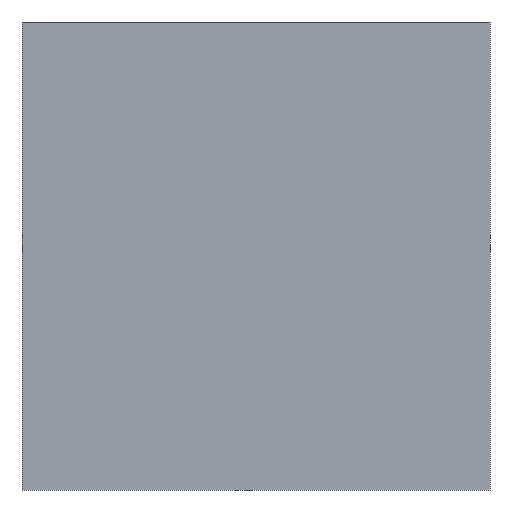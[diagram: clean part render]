
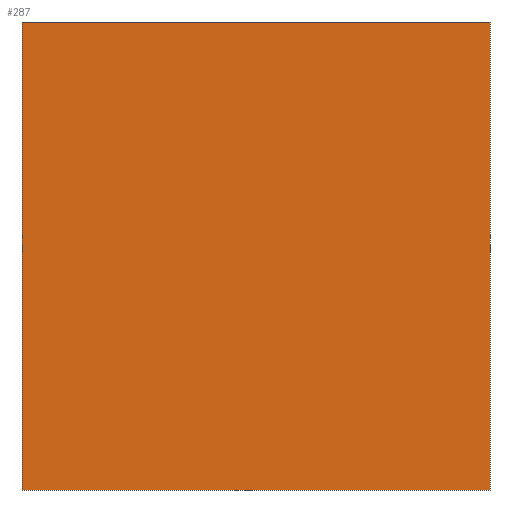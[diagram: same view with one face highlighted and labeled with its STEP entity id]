
A CAD part, front view. The second image highlights one B-rep face of the part: STEP entity #287.
In plain terms, the highlighted planar face has unit normal (0, -1, 0).
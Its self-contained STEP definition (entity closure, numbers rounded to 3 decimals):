
#3 = AXIS2_PLACEMENT_3D ( 'NONE', #197, #191, #198 ) ;
#47 = DIRECTION ( 'NONE',  ( 0., 0., -1. ) ) ;
#52 = DIRECTION ( 'NONE',  ( 1., 0., 0. ) ) ;
#55 = CARTESIAN_POINT ( 'NONE',  ( 1.25, 0., -1.25 ) ) ;
#58 = CARTESIAN_POINT ( 'NONE',  ( -1.25, 0., -1.25 ) ) ;
#62 = CARTESIAN_POINT ( 'NONE',  ( 1.25, 0., 1.25 ) ) ;
#67 = CARTESIAN_POINT ( 'NONE',  ( -1.25, 0., 1.25 ) ) ;
#68 = CARTESIAN_POINT ( 'NONE',  ( 1.25, 0., -1.25 ) ) ;
#69 = CARTESIAN_POINT ( 'NONE',  ( -1.25, 0., 1.25 ) ) ;
#71 = DIRECTION ( 'NONE',  ( 0., 0., 1. ) ) ;
#74 = CARTESIAN_POINT ( 'NONE',  ( -1.25, 0., -1.25 ) ) ;
#94 = ORIENTED_EDGE ( 'NONE', *, *, #187, .F. ) ;
#96 = EDGE_LOOP ( 'NONE', ( #117, #94, #132, #113 ) ) ;
#99 = VERTEX_POINT ( 'NONE', #62 ) ;
#100 = VERTEX_POINT ( 'NONE', #58 ) ;
#105 = VERTEX_POINT ( 'NONE', #55 ) ;
#108 = VERTEX_POINT ( 'NONE', #67 ) ;
#113 = ORIENTED_EDGE ( 'NONE', *, *, #186, .F. ) ;
#117 = ORIENTED_EDGE ( 'NONE', *, *, #178, .F. ) ;
#132 = ORIENTED_EDGE ( 'NONE', *, *, #181, .F. ) ;
#140 = LINE ( 'NONE', #74, #141 ) ;
#141 = VECTOR ( 'NONE', #71, 1000. ) ;
#144 = LINE ( 'NONE', #68, #147 ) ;
#147 = VECTOR ( 'NONE', #47, 1000. ) ;
#148 = LINE ( 'NONE', #69, #157 ) ;
#156 = LINE ( 'NONE', #241, #159 ) ;
#157 = VECTOR ( 'NONE', #52, 1000. ) ;
#159 = VECTOR ( 'NONE', #268, 1000. ) ;
#163 = FACE_OUTER_BOUND ( 'NONE', #96, .T. ) ;
#178 = EDGE_CURVE ( 'NONE', #100, #108, #140, .T. ) ;
#181 = EDGE_CURVE ( 'NONE', #99, #105, #144, .T. ) ;
#186 = EDGE_CURVE ( 'NONE', #108, #99, #148, .T. ) ;
#187 = EDGE_CURVE ( 'NONE', #105, #100, #156, .T. ) ;
#191 = DIRECTION ( 'NONE',  ( 0., 1., 0. ) ) ;
#197 = CARTESIAN_POINT ( 'NONE',  ( 0., 0., 0. ) ) ;
#198 = DIRECTION ( 'NONE',  ( 0., 0., 1. ) ) ;
#241 = CARTESIAN_POINT ( 'NONE',  ( -1.25, 0., -1.25 ) ) ;
#267 = PLANE ( 'NONE',  #3 ) ;
#268 = DIRECTION ( 'NONE',  ( -1., 0., 0. ) ) ;
#287 = ADVANCED_FACE ( 'NONE', ( #163 ), #267, .F. ) ;
